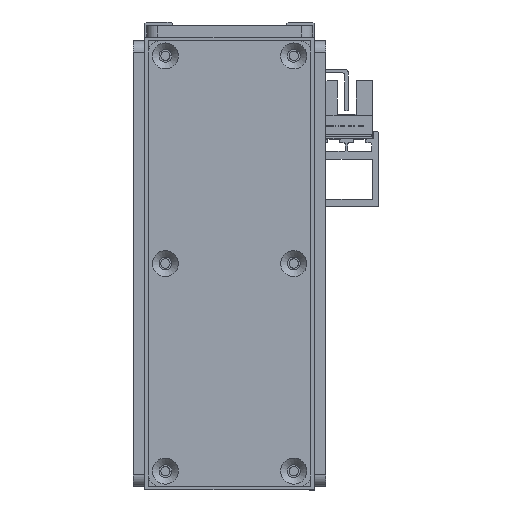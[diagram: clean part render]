
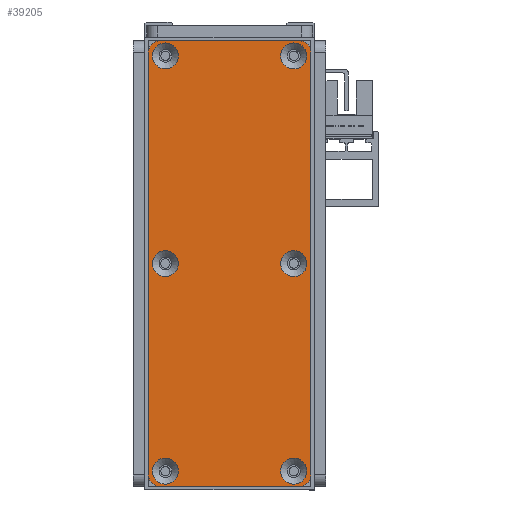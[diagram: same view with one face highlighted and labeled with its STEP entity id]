
A CAD part, front view. The second image highlights one B-rep face of the part: STEP entity #39205.
In plain terms, the highlighted face is planar.
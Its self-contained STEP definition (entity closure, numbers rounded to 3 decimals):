
#538=FACE_BOUND('',#6027,.T.);
#539=FACE_BOUND('',#6028,.T.);
#540=FACE_BOUND('',#6029,.T.);
#541=FACE_BOUND('',#6030,.T.);
#542=FACE_BOUND('',#6031,.T.);
#543=FACE_BOUND('',#6032,.T.);
#1328=PLANE('',#42320);
#3718=FACE_OUTER_BOUND('',#6026,.T.);
#6026=EDGE_LOOP('',(#31452,#31453,#31454,#31455,#31456,#31457,#31458,#31459));
#6027=EDGE_LOOP('',(#31460));
#6028=EDGE_LOOP('',(#31461));
#6029=EDGE_LOOP('',(#31462));
#6030=EDGE_LOOP('',(#31463));
#6031=EDGE_LOOP('',(#31464));
#6032=EDGE_LOOP('',(#31465));
#8825=LINE('',#60611,#13416);
#8829=LINE('',#60623,#13420);
#8833=LINE('',#60635,#13424);
#8837=LINE('',#60645,#13428);
#13416=VECTOR('',#48384,10.);
#13420=VECTOR('',#48396,10.);
#13424=VECTOR('',#48408,10.);
#13428=VECTOR('',#48420,10.);
#17244=CIRCLE('',#42274,3.45);
#17247=CIRCLE('',#42279,3.45);
#17250=CIRCLE('',#42284,3.45);
#17253=CIRCLE('',#42289,3.45);
#17256=CIRCLE('',#42294,3.45);
#17259=CIRCLE('',#42299,3.45);
#17263=CIRCLE('',#42305,3.);
#17265=CIRCLE('',#42309,3.);
#17267=CIRCLE('',#42313,3.);
#17269=CIRCLE('',#42317,3.);
#18989=VERTEX_POINT('',#60539);
#18992=VERTEX_POINT('',#60549);
#18995=VERTEX_POINT('',#60559);
#18998=VERTEX_POINT('',#60569);
#19001=VERTEX_POINT('',#60579);
#19004=VERTEX_POINT('',#60589);
#19009=VERTEX_POINT('',#60602);
#19010=VERTEX_POINT('',#60604);
#19012=VERTEX_POINT('',#60610);
#19014=VERTEX_POINT('',#60616);
#19016=VERTEX_POINT('',#60622);
#19018=VERTEX_POINT('',#60628);
#19020=VERTEX_POINT('',#60634);
#19022=VERTEX_POINT('',#60640);
#23487=EDGE_CURVE('',#18989,#18989,#17244,.T.);
#23492=EDGE_CURVE('',#18992,#18992,#17247,.T.);
#23497=EDGE_CURVE('',#18995,#18995,#17250,.T.);
#23502=EDGE_CURVE('',#18998,#18998,#17253,.T.);
#23507=EDGE_CURVE('',#19001,#19001,#17256,.T.);
#23512=EDGE_CURVE('',#19004,#19004,#17259,.T.);
#23519=EDGE_CURVE('',#19010,#19009,#17263,.T.);
#23522=EDGE_CURVE('',#19012,#19010,#8825,.T.);
#23525=EDGE_CURVE('',#19014,#19012,#17265,.T.);
#23528=EDGE_CURVE('',#19016,#19014,#8829,.T.);
#23531=EDGE_CURVE('',#19018,#19016,#17267,.T.);
#23534=EDGE_CURVE('',#19020,#19018,#8833,.T.);
#23537=EDGE_CURVE('',#19022,#19020,#17269,.T.);
#23540=EDGE_CURVE('',#19009,#19022,#8837,.T.);
#31452=ORIENTED_EDGE('',*,*,#23540,.T.);
#31453=ORIENTED_EDGE('',*,*,#23537,.T.);
#31454=ORIENTED_EDGE('',*,*,#23534,.T.);
#31455=ORIENTED_EDGE('',*,*,#23531,.T.);
#31456=ORIENTED_EDGE('',*,*,#23528,.T.);
#31457=ORIENTED_EDGE('',*,*,#23525,.T.);
#31458=ORIENTED_EDGE('',*,*,#23522,.T.);
#31459=ORIENTED_EDGE('',*,*,#23519,.T.);
#31460=ORIENTED_EDGE('',*,*,#23487,.T.);
#31461=ORIENTED_EDGE('',*,*,#23492,.T.);
#31462=ORIENTED_EDGE('',*,*,#23497,.T.);
#31463=ORIENTED_EDGE('',*,*,#23502,.T.);
#31464=ORIENTED_EDGE('',*,*,#23507,.T.);
#31465=ORIENTED_EDGE('',*,*,#23512,.T.);
#39205=ADVANCED_FACE('',(#3718,#538,#539,#540,#541,#542,#543),#1328,.T.);
#42274=AXIS2_PLACEMENT_3D('',#60540,#48303,#48304);
#42279=AXIS2_PLACEMENT_3D('',#60550,#48315,#48316);
#42284=AXIS2_PLACEMENT_3D('',#60560,#48327,#48328);
#42289=AXIS2_PLACEMENT_3D('',#60570,#48339,#48340);
#42294=AXIS2_PLACEMENT_3D('',#60580,#48351,#48352);
#42299=AXIS2_PLACEMENT_3D('',#60590,#48363,#48364);
#42305=AXIS2_PLACEMENT_3D('',#60605,#48378,#48379);
#42309=AXIS2_PLACEMENT_3D('',#60617,#48390,#48391);
#42313=AXIS2_PLACEMENT_3D('',#60629,#48402,#48403);
#42317=AXIS2_PLACEMENT_3D('',#60641,#48414,#48415);
#42320=AXIS2_PLACEMENT_3D('',#60647,#48423,#48424);
#48303=DIRECTION('center_axis',(0.,0.,-1.));
#48304=DIRECTION('ref_axis',(1.,0.,0.));
#48315=DIRECTION('center_axis',(0.,0.,-1.));
#48316=DIRECTION('ref_axis',(1.,0.,0.));
#48327=DIRECTION('center_axis',(0.,0.,-1.));
#48328=DIRECTION('ref_axis',(1.,0.,0.));
#48339=DIRECTION('center_axis',(0.,0.,-1.));
#48340=DIRECTION('ref_axis',(1.,0.,0.));
#48351=DIRECTION('center_axis',(0.,0.,-1.));
#48352=DIRECTION('ref_axis',(1.,0.,0.));
#48363=DIRECTION('center_axis',(0.,0.,-1.));
#48364=DIRECTION('ref_axis',(1.,0.,0.));
#48378=DIRECTION('center_axis',(0.,0.,1.));
#48379=DIRECTION('ref_axis',(-1.,0.,0.));
#48384=DIRECTION('',(0.,1.,0.));
#48390=DIRECTION('center_axis',(0.,0.,1.));
#48391=DIRECTION('ref_axis',(0.,1.,0.));
#48396=DIRECTION('',(1.,0.,0.));
#48402=DIRECTION('center_axis',(0.,0.,1.));
#48403=DIRECTION('ref_axis',(1.,0.,0.));
#48408=DIRECTION('',(0.,-1.,0.));
#48414=DIRECTION('center_axis',(0.,0.,1.));
#48415=DIRECTION('ref_axis',(0.,-1.,0.));
#48420=DIRECTION('',(-1.,0.,0.));
#48423=DIRECTION('center_axis',(0.,0.,1.));
#48424=DIRECTION('ref_axis',(1.,0.,0.));
#60539=CARTESIAN_POINT('',(110.55,4.5,3.));
#60540=CARTESIAN_POINT('Origin',(114.,4.5,3.));
#60549=CARTESIAN_POINT('',(55.55,38.5,3.));
#60550=CARTESIAN_POINT('Origin',(59.,38.5,3.));
#60559=CARTESIAN_POINT('',(55.55,4.5,3.));
#60560=CARTESIAN_POINT('Origin',(59.,4.5,3.));
#60569=CARTESIAN_POINT('',(0.55,38.5,3.));
#60570=CARTESIAN_POINT('Origin',(4.,38.5,3.));
#60579=CARTESIAN_POINT('',(110.55,38.5,3.));
#60580=CARTESIAN_POINT('Origin',(114.,38.5,3.));
#60589=CARTESIAN_POINT('',(0.55,4.5,3.));
#60590=CARTESIAN_POINT('Origin',(4.,4.5,3.));
#60602=CARTESIAN_POINT('',(115.,43.,3.));
#60604=CARTESIAN_POINT('',(118.,40.,3.));
#60605=CARTESIAN_POINT('Origin',(115.,40.,3.));
#60610=CARTESIAN_POINT('',(118.,3.,3.));
#60611=CARTESIAN_POINT('',(118.,40.,3.));
#60616=CARTESIAN_POINT('',(115.,0.,3.));
#60617=CARTESIAN_POINT('Origin',(115.,3.,3.));
#60622=CARTESIAN_POINT('',(3.,0.,3.));
#60623=CARTESIAN_POINT('',(115.,0.,3.));
#60628=CARTESIAN_POINT('',(0.,3.,3.));
#60629=CARTESIAN_POINT('Origin',(3.,3.,3.));
#60634=CARTESIAN_POINT('',(0.,40.,3.));
#60635=CARTESIAN_POINT('',(0.,3.,3.));
#60640=CARTESIAN_POINT('',(3.,43.,3.));
#60641=CARTESIAN_POINT('Origin',(3.,40.,3.));
#60645=CARTESIAN_POINT('',(3.,43.,3.));
#60647=CARTESIAN_POINT('Origin',(59.,21.5,3.));
